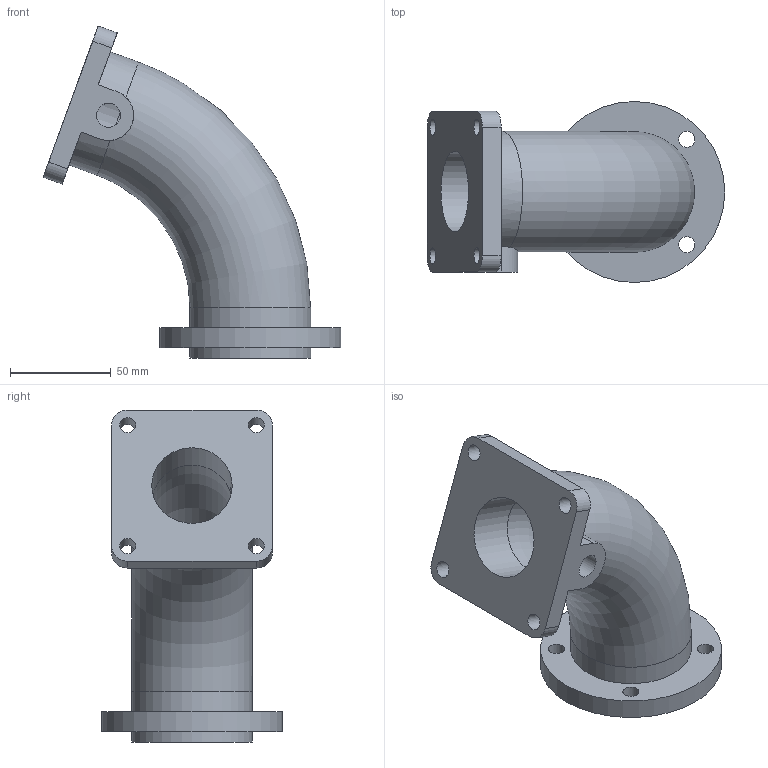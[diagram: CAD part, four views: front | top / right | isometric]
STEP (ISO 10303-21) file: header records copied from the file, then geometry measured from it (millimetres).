
FILE_DESCRIPTION(/* description */ (''),/* implementation_level */ '2;1');
FILE_NAME(/* name */ 'Part 056.stp',/* time_stamp */ '2015-02-23T13:34:02+02:00',/* author */ ('SFC'),/* organization */ (''),/* preprocessor_version */ 'ST-DEVELOPER v15.2',/* originating_system */ 'Autodesk Inventor 2014',/* authorisation */ '');
FILE_SCHEMA (('AUTOMOTIVE_DESIGN { 1 0 10303 214 3 1 1 }'));
Length unit declared in the file: millimetre
Products named in the file (1): Part 056
Bounding box: 147.97 x 90 x 165.11 mm (x, y, z)
Volume: 340000 mm3; surface area: 75619.8 mm2
Topology: 1 solids, 1 shells, 33 faces, 99 edges, 69 vertices
Faces by surface type: cylinder 20, plane 11, torus 2
Full cylindrical faces by diameter (mm): 8 x8, 12 x1, 40 x2, 60 x2, 90 x1
Entity records: 1092 total; most frequent: CARTESIAN_POINT 246, DIRECTION 169, ORIENTED_EDGE 136, AXIS2_PLACEMENT_3D 72, EDGE_LOOP 70, EDGE_CURVE 68, VERTEX_POINT 54, FACE_BOUND 43
